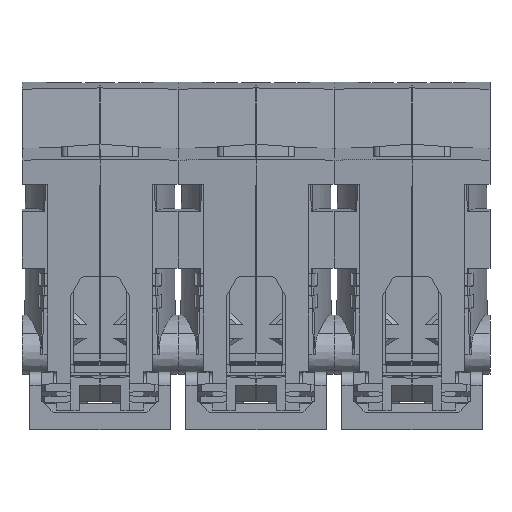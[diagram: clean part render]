
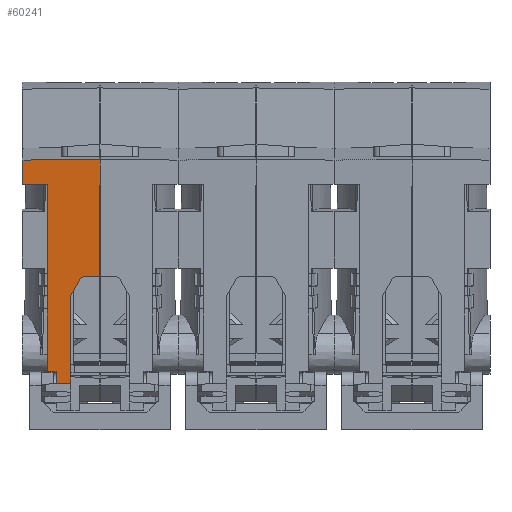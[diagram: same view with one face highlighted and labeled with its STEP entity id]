
A CAD part, front view. The second image highlights one B-rep face of the part: STEP entity #60241.
In plain terms, the highlighted face is planar.
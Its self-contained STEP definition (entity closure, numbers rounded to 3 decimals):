
#41695=DIRECTION('',(0.087,0.996,0.));
#41696=VECTOR('',#41695,20.046);
#41697=CARTESIAN_POINT('',(32.253,21.502,
0.));
#41698=LINE('',#41697,#41696);
#43341=DIRECTION('',(-0.087,-0.996,0.));
#43342=VECTOR('',#43341,4.126);
#43343=CARTESIAN_POINT('',(33.75,41.281,13.3));
#43344=LINE('',#43343,#43342);
#43529=DIRECTION('',(-0.087,-0.996,0.));
#43530=VECTOR('',#43529,31.911);
#43531=CARTESIAN_POINT('',(33.459,37.089,9.));
#43532=LINE('',#43531,#43530);
#46172=DIRECTION('',(-0.087,-0.996,0.));
#46173=VECTOR('',#46172,1.172);
#46174=CARTESIAN_POINT('',(30.664,4.337,5.));
#46175=LINE('',#46174,#46173);
#46176=DIRECTION('',(-0.019,-0.017,1.));
#46177=VECTOR('',#46176,2.501);
#46178=CARTESIAN_POINT('',(30.561,3.17,5.));
#46179=LINE('',#46178,#46177);
#46180=DIRECTION('',(-0.016,0.017,1.));
#46181=VECTOR('',#46180,1.5);
#46182=CARTESIAN_POINT('',(30.702,5.274,7.5));
#46183=LINE('',#46182,#46181);
#46184=DIRECTION('',(-0.016,0.019,1.));
#46185=VECTOR('',#46184,4.301);
#46186=CARTESIAN_POINT('',(33.459,37.089,9.));
#46187=LINE('',#46186,#46185);
#46188=DIRECTION('',(-0.022,-0.051,0.998));
#46189=VECTOR('',#46188,3.219);
#46190=CARTESIAN_POINT('',(32.253,21.502,
0.));
#46191=LINE('',#46190,#46189);
#46246=DIRECTION('',(0.087,0.996,0.));
#46247=VECTOR('',#46246,13.976);
#46248=CARTESIAN_POINT('',(30.664,4.337,5.));
#46249=LINE('',#46248,#46247);
#46250=DIRECTION('',(0.084,0.862,-0.5));
#46251=VECTOR('',#46250,3.572);
#46252=CARTESIAN_POINT('',(31.882,18.26,5.));
#46253=LINE('',#46252,#46251);
#46363=DIRECTION('',(-0.087,-0.996,0.));
#46364=VECTOR('',#46363,2.156);
#46365=CARTESIAN_POINT('',(30.702,5.274,7.5));
#46366=LINE('',#46365,#46364);
#46379=DIRECTION('',(-0.019,-0.014,1.));
#46380=VECTOR('',#46379,13.304);
#46381=CARTESIAN_POINT('',(34.,41.472,0.));
#46382=LINE('',#46381,#46380);
#50499=CARTESIAN_POINT('',(33.459,37.089,9.));
#50500=VERTEX_POINT('',#50499);
#50501=CARTESIAN_POINT('',(30.678,5.3,9.));
#50502=VERTEX_POINT('',#50501);
#51053=CARTESIAN_POINT('',(30.561,3.17,5.));
#51054=CARTESIAN_POINT('',(30.514,3.126,7.5));
#51055=VERTEX_POINT('',#51053);
#51056=VERTEX_POINT('',#51054);
#51066=CARTESIAN_POINT('',(30.664,4.337,5.));
#51067=CARTESIAN_POINT('',(31.882,18.26,5.));
#51068=VERTEX_POINT('',#51066);
#51069=VERTEX_POINT('',#51067);
#51070=CARTESIAN_POINT('',(30.702,5.274,7.5));
#51071=VERTEX_POINT('',#51070);
#51072=CARTESIAN_POINT('',(33.391,37.17,13.3));
#51073=VERTEX_POINT('',#51072);
#51074=CARTESIAN_POINT('',(33.75,41.281,13.3));
#51075=VERTEX_POINT('',#51074);
#51076=CARTESIAN_POINT('',(34.,41.472,0.));
#51077=VERTEX_POINT('',#51076);
#51078=CARTESIAN_POINT('',(32.253,21.502,
0.));
#51079=VERTEX_POINT('',#51078);
#51080=CARTESIAN_POINT('',(32.182,21.339,3.214));
#51081=VERTEX_POINT('',#51080);
#60216=CARTESIAN_POINT('',(30.145,-2.595,0.));
#60217=DIRECTION('',(-0.996,0.087,-0.017));
#60218=DIRECTION('',(0.087,0.996,0.));
#60219=AXIS2_PLACEMENT_3D('',#60216,#60217,#60218);
#60220=PLANE('',#60219);
#60222=ORIENTED_EDGE('',*,*,#60221,.F.);
#60223=ORIENTED_EDGE('',*,*,#57834,.T.);
#60224=ORIENTED_EDGE('',*,*,#60183,.T.);
#60226=ORIENTED_EDGE('',*,*,#60225,.F.);
#60228=ORIENTED_EDGE('',*,*,#60227,.T.);
#60229=ORIENTED_EDGE('',*,*,#55520,.F.);
#60230=ORIENTED_EDGE('',*,*,#55455,.T.);
#60231=ORIENTED_EDGE('',*,*,#55338,.F.);
#60233=ORIENTED_EDGE('',*,*,#60232,.F.);
#60234=ORIENTED_EDGE('',*,*,#53121,.F.);
#60236=ORIENTED_EDGE('',*,*,#60235,.T.);
#60238=ORIENTED_EDGE('',*,*,#60237,.F.);
#60239=EDGE_LOOP('',(#60222,#60223,#60224,#60226,#60228,#60229,#60230,#60231,
#60233,#60234,#60236,#60238));
#60240=FACE_OUTER_BOUND('',#60239,.F.);
#53121=EDGE_CURVE('',#51079,#51077,#41698,.T.);
#55338=EDGE_CURVE('',#51075,#51073,#43344,.T.);
#55455=EDGE_CURVE('',#50500,#51073,#46187,.T.);
#55520=EDGE_CURVE('',#50500,#50502,#43532,.T.);
#57834=EDGE_CURVE('',#51068,#51055,#46175,.T.);
#60183=EDGE_CURVE('',#51055,#51056,#46179,.T.);
#60221=EDGE_CURVE('',#51068,#51069,#46249,.T.);
#60225=EDGE_CURVE('',#51071,#51056,#46366,.T.);
#60227=EDGE_CURVE('',#51071,#50502,#46183,.T.);
#60232=EDGE_CURVE('',#51077,#51075,#46382,.T.);
#60235=EDGE_CURVE('',#51079,#51081,#46191,.T.);
#60237=EDGE_CURVE('',#51069,#51081,#46253,.T.);
#60241=ADVANCED_FACE('',(#60240),#60220,.F.);
